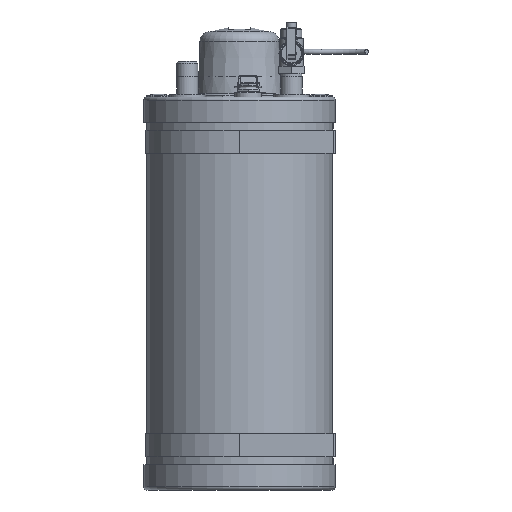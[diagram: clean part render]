
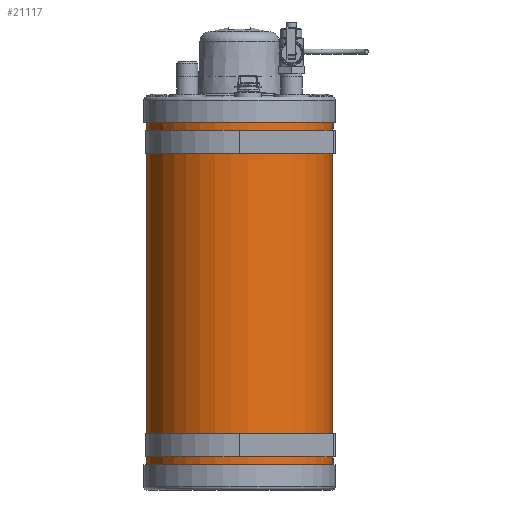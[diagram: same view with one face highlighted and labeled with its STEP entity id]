
A CAD part, left-side view. The second image highlights one B-rep face of the part: STEP entity #21117.
In plain terms, the highlighted cylindrical face has radius 92.1 mm (diameter 184.2 mm), a partial arc.
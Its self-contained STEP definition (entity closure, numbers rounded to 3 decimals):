
#1048 = CARTESIAN_POINT ( 'NONE',  ( -7.709, 0., -91.777 ) ) ;
#1388 = VERTEX_POINT ( 'NONE', #23152 ) ;
#3285 = CYLINDRICAL_SURFACE ( 'NONE', #30683, 92.1 ) ;
#4210 = VECTOR ( 'NONE', #5072, 1000. ) ;
#5072 = DIRECTION ( 'NONE',  ( 0., -1., 0. ) ) ;
#6145 = FACE_OUTER_BOUND ( 'NONE', #9314, .T. ) ;
#6320 = ORIENTED_EDGE ( 'NONE', *, *, #14373, .T. ) ;
#8079 = DIRECTION ( 'NONE',  ( 0., -1., 0. ) ) ;
#8419 = EDGE_CURVE ( 'NONE', #11394, #41316, #40834, .T. ) ;
#8963 = AXIS2_PLACEMENT_3D ( 'NONE', #27285, #40658, #10743 ) ;
#9314 = EDGE_LOOP ( 'NONE', ( #6320, #29888, #17501, #39013 ) ) ;
#9634 = DIRECTION ( 'NONE',  ( 0., -1., 0. ) ) ;
#10743 = DIRECTION ( 'NONE',  ( 1., 0., 0. ) ) ;
#11394 = VERTEX_POINT ( 'NONE', #35799 ) ;
#11963 = VECTOR ( 'NONE', #8079, 1000. ) ;
#14373 = EDGE_CURVE ( 'NONE', #41316, #1388, #22946, .T. ) ;
#15659 = EDGE_CURVE ( 'NONE', #21776, #1388, #32329, .T. ) ;
#15961 = CARTESIAN_POINT ( 'NONE',  ( 0., 384., 0. ) ) ;
#17501 = ORIENTED_EDGE ( 'NONE', *, *, #29017, .F. ) ;
#17666 = CARTESIAN_POINT ( 'NONE',  ( -7.709, 384., -91.777 ) ) ;
#17670 = DIRECTION ( 'NONE',  ( 1., 0., 0. ) ) ;
#18152 = CARTESIAN_POINT ( 'NONE',  ( 7.709, 384., -91.777 ) ) ;
#21117 = ADVANCED_FACE ( 'NONE', ( #6145 ), #3285, .T. ) ;
#21776 = VERTEX_POINT ( 'NONE', #25655 ) ;
#22946 = CIRCLE ( 'NONE', #34117, 92.1 ) ;
#23136 = DIRECTION ( 'NONE',  ( 0., 0., -1. ) ) ;
#23152 = CARTESIAN_POINT ( 'NONE',  ( 7.709, 0., -91.777 ) ) ;
#23556 = DIRECTION ( 'NONE',  ( 0., 1., 0. ) ) ;
#24940 = CIRCLE ( 'NONE', #8963, 92.1 ) ;
#25655 = CARTESIAN_POINT ( 'NONE',  ( 7.709, 384., -91.777 ) ) ;
#27285 = CARTESIAN_POINT ( 'NONE',  ( 0., 384., 0. ) ) ;
#29017 = EDGE_CURVE ( 'NONE', #11394, #21776, #24940, .T. ) ;
#29888 = ORIENTED_EDGE ( 'NONE', *, *, #15659, .F. ) ;
#30683 = AXIS2_PLACEMENT_3D ( 'NONE', #15961, #9634, #23136 ) ;
#32329 = LINE ( 'NONE', #18152, #4210 ) ;
#34117 = AXIS2_PLACEMENT_3D ( 'NONE', #34266, #23556, #17670 ) ;
#34266 = CARTESIAN_POINT ( 'NONE',  ( 0., 0., 0. ) ) ;
#35799 = CARTESIAN_POINT ( 'NONE',  ( -7.709, 384., -91.777 ) ) ;
#39013 = ORIENTED_EDGE ( 'NONE', *, *, #8419, .T. ) ;
#40658 = DIRECTION ( 'NONE',  ( 0., 1., 0. ) ) ;
#40834 = LINE ( 'NONE', #17666, #11963 ) ;
#41316 = VERTEX_POINT ( 'NONE', #1048 ) ;
